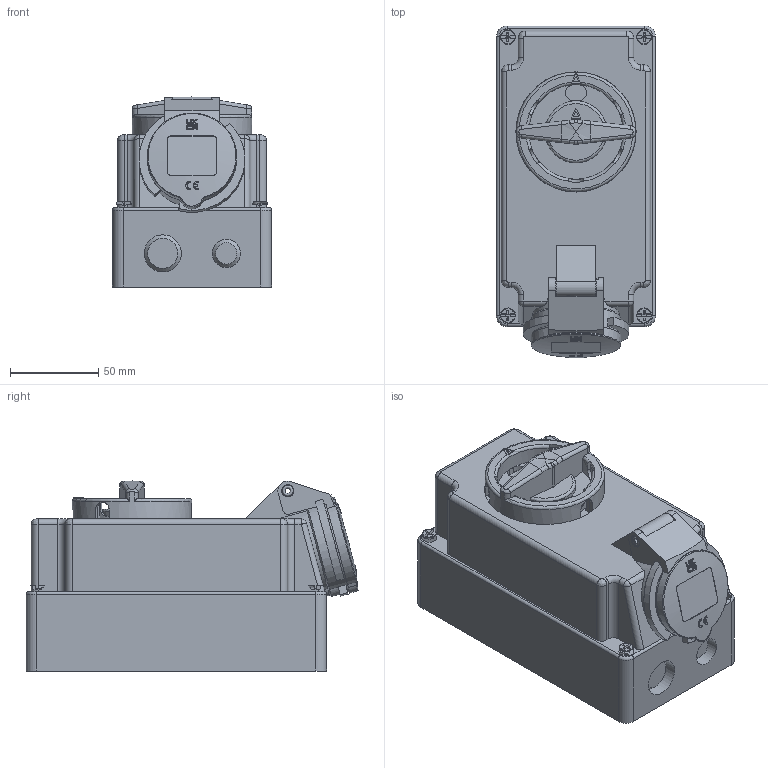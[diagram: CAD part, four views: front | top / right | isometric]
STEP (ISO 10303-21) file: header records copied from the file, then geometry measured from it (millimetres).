
FILE_DESCRIPTION(/* description */ (''),/* implementation_level */ '2;1');
FILE_NAME(/* name */ '1619.stp',/* time_stamp */ '2023-09-13T10:31:41+02:00',/* author */ ('massmann'),/* organization */ (''),/* preprocessor_version */ 'ST-DEVELOPER v17',/* originating_system */ 'Autodesk Inventor 2018',/* authorisation */ '');
FILE_SCHEMA (('AUTOMOTIVE_DESIGN { 1 0 10303 214 3 1 1 }'));
Length unit declared in the file: millimetre
Products named in the file (1): 1619
Bounding box: 90 x 187.8 x 107.5 mm (x, y, z)
Volume: 1265387.9 mm3; surface area: 110862.9 mm2
Topology: 1 solids, 1 shells, 599 faces, 1685 edges, 1117 vertices
Faces by surface type: plane 325, cylinder 173, torus 41, bspline 35, cone 14, sphere 11
Full cylindrical faces by diameter (mm): 1.1 x4, 3 x1, 4 x1, 4.3 x3, 5 x2, 5.5 x4, 6 x2, 7 x2, 9 x8, 16 x2, 21 x1, 30.7 x1, 57 x1, 67.5 x1, 68 x1
Entity records: 24877 total; most frequent: CARTESIAN_POINT 8543, ORIENTED_EDGE 3368, DIRECTION 3247, EDGE_CURVE 1684, AXIS2_PLACEMENT_3D 1187, VERTEX_POINT 1117, LINE 873, VECTOR 873
